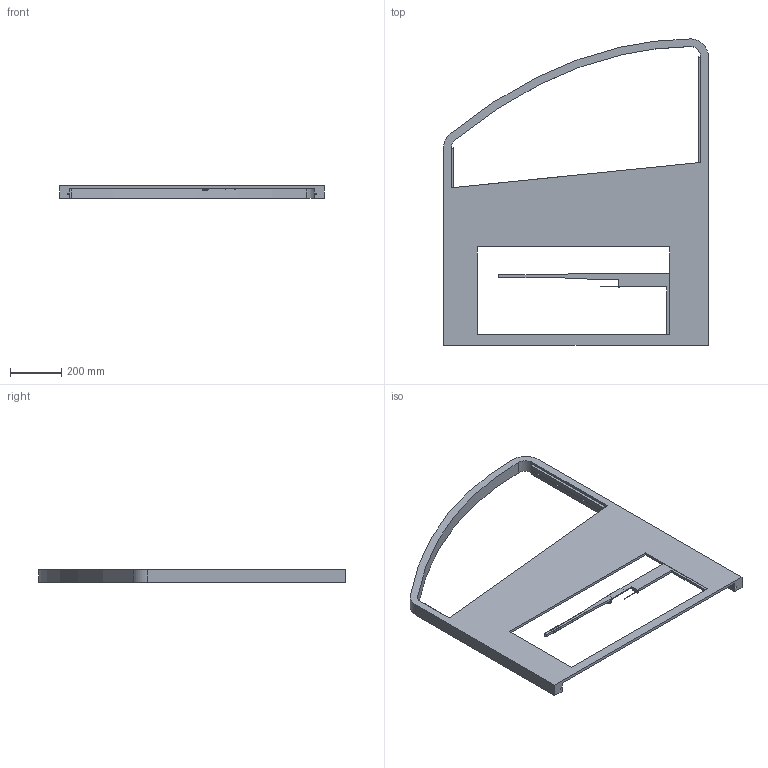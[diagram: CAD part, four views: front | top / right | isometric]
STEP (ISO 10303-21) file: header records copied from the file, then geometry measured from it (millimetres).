
FILE_DESCRIPTION (( 'STEP AP203' ), '1' );
FILE_NAME ('khung_cua_real_Default_sldprt.STEP', '2023-11-26T11:59:05', ( '' ), ( '' ), 'SwSTEP 2.0', 'SolidWorks 2019', '' );
FILE_SCHEMA (( 'CONFIG_CONTROL_DESIGN' ));
Length unit declared in the file: millimetre
Products named in the file (1): khung_cua_real_Default_sldprt
Bounding box: 1037.05 x 1200 x 50 mm (x, y, z)
Volume: 9340934.3 mm3; surface area: 1417487.6 mm2
Topology: 2 solids, 2 shells, 89 faces, 226 edges, 145 vertices
Faces by surface type: plane 59, cylinder 28, bspline 2
Entity records: 2832 total; most frequent: CARTESIAN_POINT 609, ORIENTED_EDGE 452, DIRECTION 427, EDGE_CURVE 226, VECTOR 173, LINE 173, VERTEX_POINT 145, AXIS2_PLACEMENT_3D 127
